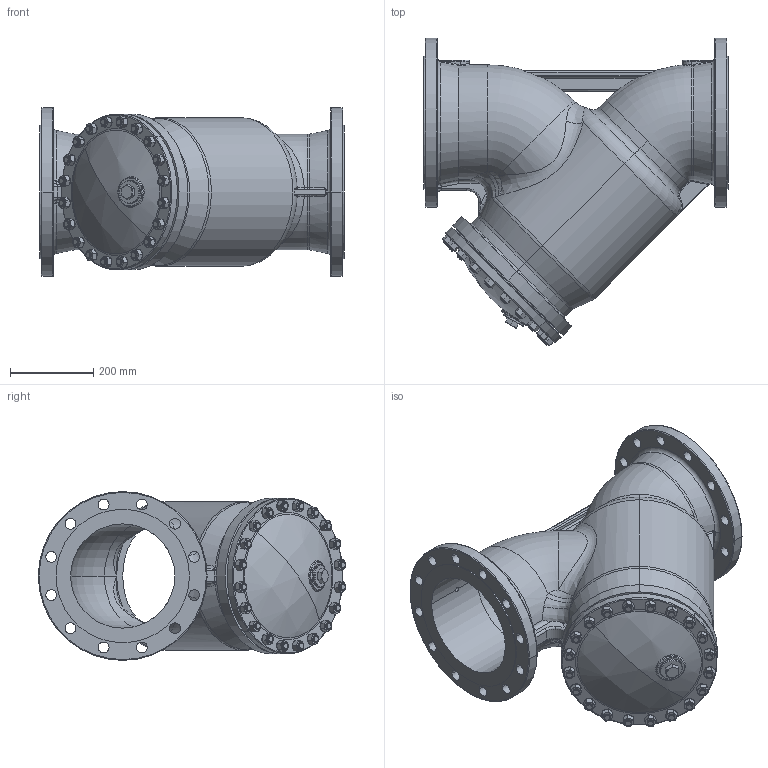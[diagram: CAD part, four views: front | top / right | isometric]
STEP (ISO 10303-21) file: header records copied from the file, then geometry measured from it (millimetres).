
FILE_DESCRIPTION (( 'STEP AP203' ), '1' );
FILE_NAME ('821_DN250_PN16.STEP', '2010-01-08T12:07:19', ( 'Piotr Zlobecki' ), ( 'ZETKAMA SA' ), 'SwSTEP 2.0', 'SolidWorks 2010', '' );
FILE_SCHEMA (( 'CONFIG_CONTROL_DESIGN' ));
Length unit declared in the file: millimetre
Products named in the file (1): 821_DN250_PN16
Bounding box: 730 x 737.38 x 405 mm (x, y, z)
Volume: 22391846.5 mm3; surface area: 2680923.9 mm2
Topology: 43 solids, 43 shells, 1711 faces, 3779 edges, 2191 vertices
Faces by surface type: cylinder 567, plane 425, cone 391, torus 239, bspline 81, sphere 8
Entity records: 83813 total; most frequent: CARTESIAN_POINT 45734, DIRECTION 8486, ORIENTED_EDGE 7546, EDGE_CURVE 3773, AXIS2_PLACEMENT_3D 3626, VERTEX_POINT 2191, CIRCLE 1995, EDGE_LOOP 1934
